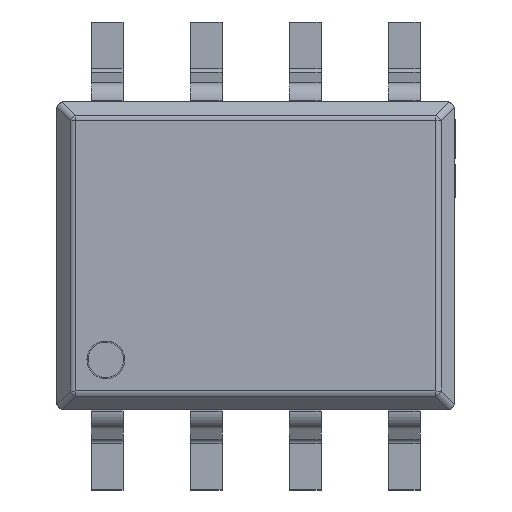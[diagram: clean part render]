
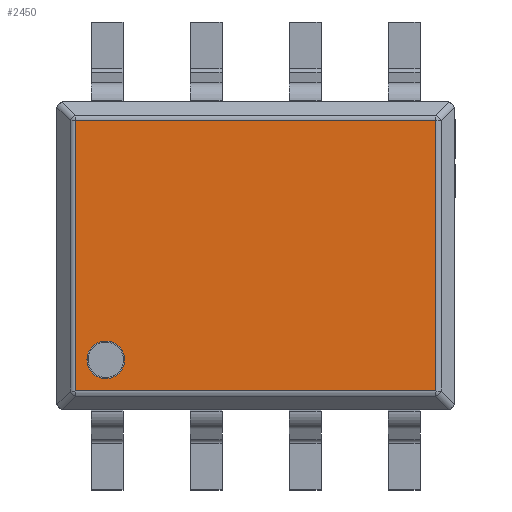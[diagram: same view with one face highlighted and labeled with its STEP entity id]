
A CAD part, top view. The second image highlights one B-rep face of the part: STEP entity #2450.
In plain terms, the highlighted planar face has unit normal (0, 0, 1).
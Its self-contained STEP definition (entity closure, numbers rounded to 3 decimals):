
#365 = CARTESIAN_POINT ( 'NONE',  ( -1.68, -1.334, 0.55 ) ) ;
#792 = CARTESIAN_POINT ( 'NONE',  ( -2.309, -1.734, 0.55 ) ) ;
#1212 = ORIENTED_EDGE ( 'NONE', *, *, #7335, .T. ) ;
#1675 = EDGE_CURVE ( 'NONE', #11954, #8504, #6636, .T. ) ;
#2166 = DIRECTION ( 'NONE',  ( 1., 0., 0. ) ) ;
#2251 = CARTESIAN_POINT ( 'NONE',  ( 0., -1.734, 0.55 ) ) ;
#2450 = ADVANCED_FACE ( 'NONE', ( #4010, #2687 ), #9653, .T. ) ;
#2495 = DIRECTION ( 'NONE',  ( 1., 0., 0. ) ) ;
#2604 = VECTOR ( 'NONE', #11017, 1000. ) ;
#2687 = FACE_BOUND ( 'NONE', #6529, .T. ) ;
#3353 = DIRECTION ( 'NONE',  ( -1., 0., 0. ) ) ;
#3440 = CARTESIAN_POINT ( 'NONE',  ( 0., 1.734, 0.55 ) ) ;
#3701 = DIRECTION ( 'NONE',  ( 1., 0., 0. ) ) ;
#4010 = FACE_OUTER_BOUND ( 'NONE', #13571, .T. ) ;
#5654 = ORIENTED_EDGE ( 'NONE', *, *, #6135, .T. ) ;
#6135 = EDGE_CURVE ( 'NONE', #6626, #6627, #9416, .T. ) ;
#6529 = EDGE_LOOP ( 'NONE', ( #5654, #16984 ) ) ;
#6561 = VERTEX_POINT ( 'NONE', #15082 ) ;
#6626 = VERTEX_POINT ( 'NONE', #365 ) ;
#6627 = VERTEX_POINT ( 'NONE', #15343 ) ;
#6636 = LINE ( 'NONE', #11901, #15008 ) ;
#6688 = CARTESIAN_POINT ( 'NONE',  ( -1.921, -1.334, 0.55 ) ) ;
#6959 = AXIS2_PLACEMENT_3D ( 'NONE', #14232, #9053, #10119 ) ;
#7335 = EDGE_CURVE ( 'NONE', #8504, #6561, #10308, .T. ) ;
#7732 = CARTESIAN_POINT ( 'NONE',  ( 2.309, -1.734, 0.55 ) ) ;
#7823 = DIRECTION ( 'NONE',  ( 0., 1., 0. ) ) ;
#8504 = VERTEX_POINT ( 'NONE', #9547 ) ;
#8752 = CARTESIAN_POINT ( 'NONE',  ( -2.309, 0., 0.55 ) ) ;
#8912 = VECTOR ( 'NONE', #3353, 1000. ) ;
#8957 = EDGE_CURVE ( 'NONE', #6561, #14592, #11105, .T. ) ;
#8980 = AXIS2_PLACEMENT_3D ( 'NONE', #9395, #14928, #2495 ) ;
#9053 = DIRECTION ( 'NONE',  ( 0., 0., -1. ) ) ;
#9395 = CARTESIAN_POINT ( 'NONE',  ( 0., 0., 0.55 ) ) ;
#9416 = CIRCLE ( 'NONE', #16390, 0.241 ) ;
#9547 = CARTESIAN_POINT ( 'NONE',  ( 2.309, 1.734, 0.55 ) ) ;
#9653 = PLANE ( 'NONE',  #8980 ) ;
#10119 = DIRECTION ( 'NONE',  ( 1., 0., 0. ) ) ;
#10308 = LINE ( 'NONE', #3440, #8912 ) ;
#10574 = DIRECTION ( 'NONE',  ( 0., 0., -1. ) ) ;
#11017 = DIRECTION ( 'NONE',  ( 0., -1., 0. ) ) ;
#11105 = LINE ( 'NONE', #8752, #2604 ) ;
#11901 = CARTESIAN_POINT ( 'NONE',  ( 2.309, 0., 0.55 ) ) ;
#11954 = VERTEX_POINT ( 'NONE', #7732 ) ;
#12166 = CIRCLE ( 'NONE', #6959, 0.241 ) ;
#12830 = EDGE_CURVE ( 'NONE', #6627, #6626, #12166, .T. ) ;
#13135 = LINE ( 'NONE', #2251, #17213 ) ;
#13571 = EDGE_LOOP ( 'NONE', ( #14832, #1212, #14133, #14847 ) ) ;
#14133 = ORIENTED_EDGE ( 'NONE', *, *, #8957, .T. ) ;
#14232 = CARTESIAN_POINT ( 'NONE',  ( -1.921, -1.334, 0.55 ) ) ;
#14581 = EDGE_CURVE ( 'NONE', #14592, #11954, #13135, .T. ) ;
#14592 = VERTEX_POINT ( 'NONE', #792 ) ;
#14832 = ORIENTED_EDGE ( 'NONE', *, *, #1675, .T. ) ;
#14847 = ORIENTED_EDGE ( 'NONE', *, *, #14581, .T. ) ;
#14928 = DIRECTION ( 'NONE',  ( 0., 0., 1. ) ) ;
#15008 = VECTOR ( 'NONE', #7823, 1000. ) ;
#15082 = CARTESIAN_POINT ( 'NONE',  ( -2.309, 1.734, 0.55 ) ) ;
#15343 = CARTESIAN_POINT ( 'NONE',  ( -2.163, -1.334, 0.55 ) ) ;
#16390 = AXIS2_PLACEMENT_3D ( 'NONE', #6688, #10574, #3701 ) ;
#16984 = ORIENTED_EDGE ( 'NONE', *, *, #12830, .T. ) ;
#17213 = VECTOR ( 'NONE', #2166, 1000. ) ;
